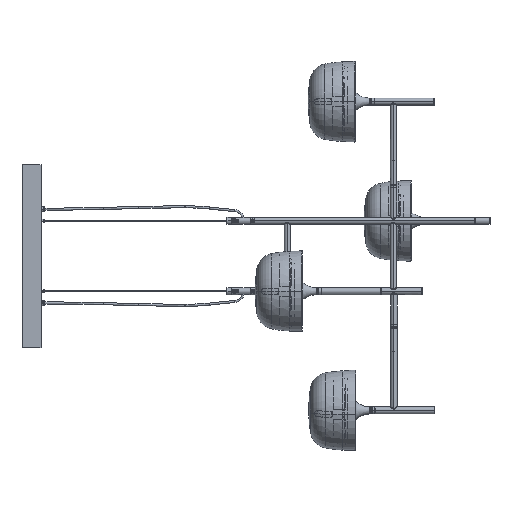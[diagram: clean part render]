
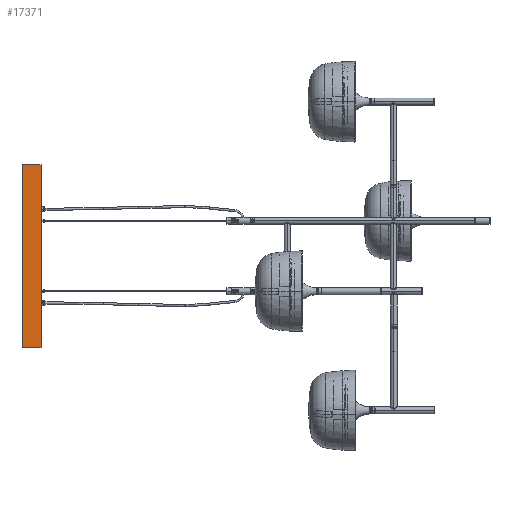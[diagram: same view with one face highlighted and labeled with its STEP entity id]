
A CAD part, left-side view. The second image highlights one B-rep face of the part: STEP entity #17371.
In plain terms, the highlighted face is planar.
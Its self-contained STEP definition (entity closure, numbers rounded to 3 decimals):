
#3122 = ORIENTED_EDGE ( 'NONE', *, *, #23068, .F. ) ;
#3915 = VERTEX_POINT ( 'NONE', #29687 ) ;
#3968 = AXIS2_PLACEMENT_3D ( 'NONE', #4092, #37598, #50345 ) ;
#4025 = EDGE_CURVE ( 'NONE', #6054, #3915, #54021, .T. ) ;
#4092 = CARTESIAN_POINT ( 'NONE',  ( 193., 18., 50. ) ) ;
#4156 = CARTESIAN_POINT ( 'NONE',  ( 195., 20., 50. ) ) ;
#4289 = FACE_OUTER_BOUND ( 'NONE', #11645, .T. ) ;
#6054 = VERTEX_POINT ( 'NONE', #32690 ) ;
#7446 = CARTESIAN_POINT ( 'NONE',  ( -193., 20., 50. ) ) ;
#7881 = PLANE ( 'NONE',  #21717 ) ;
#8322 = VECTOR ( 'NONE', #17616, 1000. ) ;
#11363 = EDGE_CURVE ( 'NONE', #43365, #47344, #27848, .T. ) ;
#11645 = EDGE_LOOP ( 'NONE', ( #3122, #33859, #26528, #48714, #34113, #43011 ) ) ;
#11685 = LINE ( 'NONE', #23397, #24118 ) ;
#17337 = CIRCLE ( 'NONE', #32384, 2. ) ;
#17371 = ADVANCED_FACE ( 'NONE', ( #4289 ), #7881, .F. ) ;
#17616 = DIRECTION ( 'NONE',  ( 0., -1., 0. ) ) ;
#17811 = EDGE_CURVE ( 'NONE', #47344, #43589, #42062, .T. ) ;
#18161 = LINE ( 'NONE', #38389, #8322 ) ;
#18292 = CARTESIAN_POINT ( 'NONE',  ( 195., 18., 50. ) ) ;
#21717 = AXIS2_PLACEMENT_3D ( 'NONE', #50518, #37230, #46088 ) ;
#22851 = DIRECTION ( 'NONE',  ( 0., 0., 1. ) ) ;
#23068 = EDGE_CURVE ( 'NONE', #43365, #37349, #18161, .T. ) ;
#23397 = CARTESIAN_POINT ( 'NONE',  ( 195., -20., 50. ) ) ;
#24118 = VECTOR ( 'NONE', #54070, 1000. ) ;
#24981 = DIRECTION ( 'NONE',  ( 0., -1., 0. ) ) ;
#25420 = VECTOR ( 'NONE', #24981, 1000. ) ;
#25958 = CARTESIAN_POINT ( 'NONE',  ( 193., 20., 50. ) ) ;
#25960 = VECTOR ( 'NONE', #45396, 1000. ) ;
#26528 = ORIENTED_EDGE ( 'NONE', *, *, #17811, .T. ) ;
#27848 = CIRCLE ( 'NONE', #3968, 2. ) ;
#29687 = CARTESIAN_POINT ( 'NONE',  ( -195., -20., 50. ) ) ;
#30075 = DIRECTION ( 'NONE',  ( -1., 0., 0. ) ) ;
#32384 = AXIS2_PLACEMENT_3D ( 'NONE', #43305, #22851, #30075 ) ;
#32690 = CARTESIAN_POINT ( 'NONE',  ( -195., 18., 50. ) ) ;
#33003 = CARTESIAN_POINT ( 'NONE',  ( -195., 20., 50. ) ) ;
#33859 = ORIENTED_EDGE ( 'NONE', *, *, #11363, .T. ) ;
#34113 = ORIENTED_EDGE ( 'NONE', *, *, #4025, .T. ) ;
#37230 = DIRECTION ( 'NONE',  ( 0., 0., -1. ) ) ;
#37349 = VERTEX_POINT ( 'NONE', #51172 ) ;
#37598 = DIRECTION ( 'NONE',  ( 0., 0., 1. ) ) ;
#38389 = CARTESIAN_POINT ( 'NONE',  ( 195., 20., 50. ) ) ;
#40734 = EDGE_CURVE ( 'NONE', #37349, #3915, #11685, .T. ) ;
#42062 = LINE ( 'NONE', #4156, #25960 ) ;
#43011 = ORIENTED_EDGE ( 'NONE', *, *, #40734, .F. ) ;
#43305 = CARTESIAN_POINT ( 'NONE',  ( -193., 18., 50. ) ) ;
#43365 = VERTEX_POINT ( 'NONE', #18292 ) ;
#43589 = VERTEX_POINT ( 'NONE', #7446 ) ;
#45396 = DIRECTION ( 'NONE',  ( -1., 0., 0. ) ) ;
#46088 = DIRECTION ( 'NONE',  ( -1., 0., 0. ) ) ;
#47344 = VERTEX_POINT ( 'NONE', #25958 ) ;
#48714 = ORIENTED_EDGE ( 'NONE', *, *, #50648, .T. ) ;
#50345 = DIRECTION ( 'NONE',  ( -1., 0., 0. ) ) ;
#50518 = CARTESIAN_POINT ( 'NONE',  ( 195., 20., 50. ) ) ;
#50648 = EDGE_CURVE ( 'NONE', #43589, #6054, #17337, .T. ) ;
#51172 = CARTESIAN_POINT ( 'NONE',  ( 195., -20., 50. ) ) ;
#54021 = LINE ( 'NONE', #33003, #25420 ) ;
#54070 = DIRECTION ( 'NONE',  ( -1., 0., 0. ) ) ;
